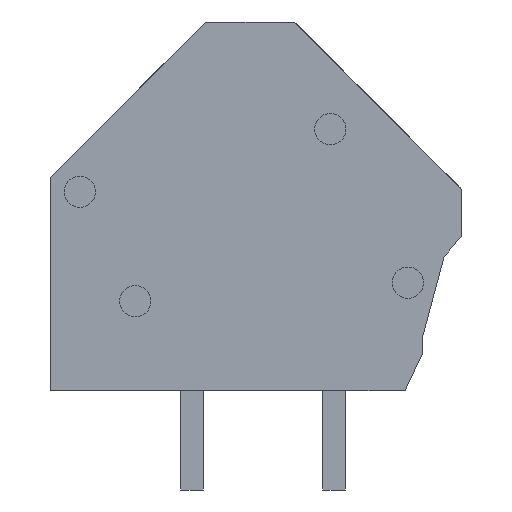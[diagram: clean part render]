
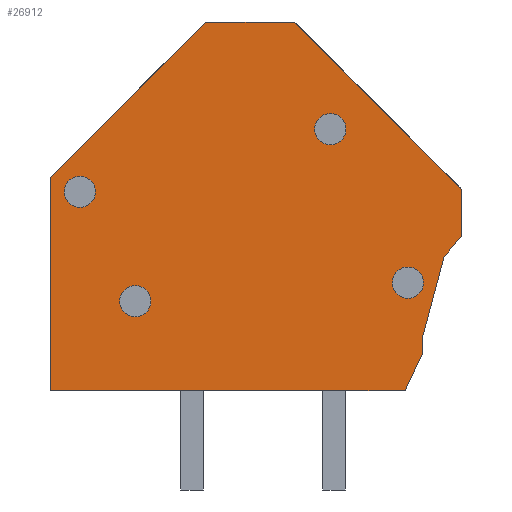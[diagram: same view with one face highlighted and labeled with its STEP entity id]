
A CAD part, left-side view. The second image highlights one B-rep face of the part: STEP entity #26912.
In plain terms, the highlighted planar face has unit normal (-1, 0, 0).
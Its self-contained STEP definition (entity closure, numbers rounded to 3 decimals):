
#26825=AXIS2_PLACEMENT_3D('Plane Axis2P3D',#26822,#26823,#26824) ;
#26842=AXIS2_PLACEMENT_3D('Circle Axis2P3D',#26840,#26841,$) ;
#26851=AXIS2_PLACEMENT_3D('Circle Axis2P3D',#26849,#26850,$) ;
#26860=AXIS2_PLACEMENT_3D('Circle Axis2P3D',#26858,#26859,$) ;
#26869=AXIS2_PLACEMENT_3D('Circle Axis2P3D',#26867,#26868,$) ;
#26878=AXIS2_PLACEMENT_3D('Circle Axis2P3D',#26876,#26877,$) ;
#26887=AXIS2_PLACEMENT_3D('Circle Axis2P3D',#26885,#26886,$) ;
#26896=AXIS2_PLACEMENT_3D('Circle Axis2P3D',#26894,#26895,$) ;
#26905=AXIS2_PLACEMENT_3D('Circle Axis2P3D',#26903,#26904,$) ;
#26497=CARTESIAN_POINT('Vertex',(0.7,2.,3.5)) ;
#26511=CARTESIAN_POINT('Vertex',(0.7,1.37,4.85)) ;
#26514=CARTESIAN_POINT('Line Origine',(0.7,1.685,4.175)) ;
#26542=CARTESIAN_POINT('Vertex',(0.7,1.37,5.45)) ;
#26545=CARTESIAN_POINT('Line Origine',(0.7,1.37,5.15)) ;
#26573=CARTESIAN_POINT('Vertex',(0.7,0.634,8.2)) ;
#26576=CARTESIAN_POINT('Line Origine',(0.7,1.002,6.825)) ;
#26604=CARTESIAN_POINT('Vertex',(0.7,0.,8.953)) ;
#26607=CARTESIAN_POINT('Line Origine',(0.7,0.317,8.577)) ;
#26635=CARTESIAN_POINT('Vertex',(0.7,0.,10.58)) ;
#26638=CARTESIAN_POINT('Line Origine',(0.7,0.,9.766)) ;
#26666=CARTESIAN_POINT('Vertex',(0.7,5.898,16.478)) ;
#26669=CARTESIAN_POINT('Line Origine',(0.7,2.949,13.529)) ;
#26697=CARTESIAN_POINT('Vertex',(0.7,9.022,16.478)) ;
#26700=CARTESIAN_POINT('Line Origine',(0.7,7.46,16.478)) ;
#26728=CARTESIAN_POINT('Vertex',(0.7,14.5,11.)) ;
#26731=CARTESIAN_POINT('Line Origine',(0.7,11.761,13.739)) ;
#26759=CARTESIAN_POINT('Vertex',(0.7,14.5,3.5)) ;
#26762=CARTESIAN_POINT('Line Origine',(0.7,14.5,7.25)) ;
#26790=CARTESIAN_POINT('Vertex',(0.7,12.7,3.5)) ;
#26793=CARTESIAN_POINT('Line Origine',(0.7,13.6,3.5)) ;
#26810=CARTESIAN_POINT('Line Origine',(0.7,7.35,3.5)) ;
#26822=CARTESIAN_POINT('Axis2P3D Location',(0.7,0.,0.)) ;
#26840=CARTESIAN_POINT('Axis2P3D Location',(0.7,13.45,10.5)) ;
#26844=CARTESIAN_POINT('Vertex',(0.7,12.9,10.5)) ;
#26846=CARTESIAN_POINT('Vertex',(0.7,14.,10.5)) ;
#26849=CARTESIAN_POINT('Axis2P3D Location',(0.7,13.45,10.5)) ;
#26858=CARTESIAN_POINT('Axis2P3D Location',(0.7,4.632,12.707)) ;
#26862=CARTESIAN_POINT('Vertex',(0.7,4.082,12.707)) ;
#26864=CARTESIAN_POINT('Vertex',(0.7,5.182,12.707)) ;
#26867=CARTESIAN_POINT('Axis2P3D Location',(0.7,4.632,12.707)) ;
#26876=CARTESIAN_POINT('Axis2P3D Location',(0.7,11.5,6.65)) ;
#26880=CARTESIAN_POINT('Vertex',(0.7,10.95,6.65)) ;
#26882=CARTESIAN_POINT('Vertex',(0.7,12.05,6.65)) ;
#26885=CARTESIAN_POINT('Axis2P3D Location',(0.7,11.5,6.65)) ;
#26894=CARTESIAN_POINT('Axis2P3D Location',(0.7,1.9,7.3)) ;
#26898=CARTESIAN_POINT('Vertex',(0.7,1.35,7.3)) ;
#26900=CARTESIAN_POINT('Vertex',(0.7,2.45,7.3)) ;
#26903=CARTESIAN_POINT('Axis2P3D Location',(0.7,1.9,7.3)) ;
#26515=DIRECTION('Vector Direction',(0.,-0.423,0.906)) ;
#26546=DIRECTION('Vector Direction',(0.,0.,1.)) ;
#26577=DIRECTION('Vector Direction',(0.,-0.259,0.966)) ;
#26608=DIRECTION('Vector Direction',(0.,-0.644,0.765)) ;
#26639=DIRECTION('Vector Direction',(0.,0.,-1.)) ;
#26670=DIRECTION('Vector Direction',(0.,0.707,0.707)) ;
#26701=DIRECTION('Vector Direction',(0.,-1.,0.)) ;
#26732=DIRECTION('Vector Direction',(0.,-0.707,0.707)) ;
#26763=DIRECTION('Vector Direction',(0.,0.,-1.)) ;
#26794=DIRECTION('Vector Direction',(0.,-1.,0.)) ;
#26811=DIRECTION('Vector Direction',(0.,-1.,0.)) ;
#26823=DIRECTION('Axis2P3D Direction',(-1.,0.,0.)) ;
#26824=DIRECTION('Axis2P3D XDirection',(0.,-1.,0.)) ;
#26841=DIRECTION('Axis2P3D Direction',(-1.,0.,0.)) ;
#26850=DIRECTION('Axis2P3D Direction',(-1.,0.,0.)) ;
#26859=DIRECTION('Axis2P3D Direction',(-1.,0.,0.)) ;
#26868=DIRECTION('Axis2P3D Direction',(-1.,0.,0.)) ;
#26877=DIRECTION('Axis2P3D Direction',(-1.,0.,0.)) ;
#26886=DIRECTION('Axis2P3D Direction',(-1.,0.,0.)) ;
#26895=DIRECTION('Axis2P3D Direction',(-1.,0.,0.)) ;
#26904=DIRECTION('Axis2P3D Direction',(-1.,0.,0.)) ;
#26516=VECTOR('Line Direction',#26515,1.) ;
#26547=VECTOR('Line Direction',#26546,1.) ;
#26578=VECTOR('Line Direction',#26577,1.) ;
#26609=VECTOR('Line Direction',#26608,1.) ;
#26640=VECTOR('Line Direction',#26639,1.) ;
#26671=VECTOR('Line Direction',#26670,1.) ;
#26702=VECTOR('Line Direction',#26701,1.) ;
#26733=VECTOR('Line Direction',#26732,1.) ;
#26764=VECTOR('Line Direction',#26763,1.) ;
#26795=VECTOR('Line Direction',#26794,1.) ;
#26812=VECTOR('Line Direction',#26811,1.) ;
#26828=ORIENTED_EDGE('',*,*,#26518,.T.) ;
#26829=ORIENTED_EDGE('',*,*,#26549,.T.) ;
#26830=ORIENTED_EDGE('',*,*,#26580,.T.) ;
#26831=ORIENTED_EDGE('',*,*,#26611,.T.) ;
#26832=ORIENTED_EDGE('',*,*,#26642,.T.) ;
#26833=ORIENTED_EDGE('',*,*,#26673,.T.) ;
#26834=ORIENTED_EDGE('',*,*,#26704,.T.) ;
#26835=ORIENTED_EDGE('',*,*,#26735,.T.) ;
#26836=ORIENTED_EDGE('',*,*,#26766,.T.) ;
#26837=ORIENTED_EDGE('',*,*,#26797,.T.) ;
#26838=ORIENTED_EDGE('',*,*,#26814,.T.) ;
#26855=ORIENTED_EDGE('',*,*,#26848,.F.) ;
#26856=ORIENTED_EDGE('',*,*,#26853,.F.) ;
#26873=ORIENTED_EDGE('',*,*,#26866,.F.) ;
#26874=ORIENTED_EDGE('',*,*,#26871,.F.) ;
#26891=ORIENTED_EDGE('',*,*,#26884,.F.) ;
#26892=ORIENTED_EDGE('',*,*,#26889,.F.) ;
#26909=ORIENTED_EDGE('',*,*,#26902,.F.) ;
#26910=ORIENTED_EDGE('',*,*,#26907,.F.) ;
#26857=FACE_BOUND('',#26854,.T.) ;
#26875=FACE_BOUND('',#26872,.T.) ;
#26893=FACE_BOUND('',#26890,.T.) ;
#26911=FACE_BOUND('',#26908,.T.) ;
#26912=ADVANCED_FACE('End plate_LMZF.1\\Hauptkoerper',(#26839,#26857,#26875,#26893,#26911),#26826,.T.) ;
#26843=CIRCLE('generated circle',#26842,0.55) ;
#26852=CIRCLE('generated circle',#26851,0.55) ;
#26861=CIRCLE('generated circle',#26860,0.55) ;
#26870=CIRCLE('generated circle',#26869,0.55) ;
#26879=CIRCLE('generated circle',#26878,0.55) ;
#26888=CIRCLE('generated circle',#26887,0.55) ;
#26897=CIRCLE('generated circle',#26896,0.55) ;
#26906=CIRCLE('generated circle',#26905,0.55) ;
#26518=EDGE_CURVE('',#26498,#26512,#26517,.T.) ;
#26549=EDGE_CURVE('',#26512,#26543,#26548,.T.) ;
#26580=EDGE_CURVE('',#26543,#26574,#26579,.T.) ;
#26611=EDGE_CURVE('',#26574,#26605,#26610,.T.) ;
#26642=EDGE_CURVE('',#26605,#26636,#26641,.F.) ;
#26673=EDGE_CURVE('',#26636,#26667,#26672,.T.) ;
#26704=EDGE_CURVE('',#26667,#26698,#26703,.F.) ;
#26735=EDGE_CURVE('',#26698,#26729,#26734,.F.) ;
#26766=EDGE_CURVE('',#26729,#26760,#26765,.T.) ;
#26797=EDGE_CURVE('',#26760,#26791,#26796,.T.) ;
#26814=EDGE_CURVE('',#26791,#26498,#26813,.T.) ;
#26848=EDGE_CURVE('',#26845,#26847,#26843,.T.) ;
#26853=EDGE_CURVE('',#26847,#26845,#26852,.T.) ;
#26866=EDGE_CURVE('',#26863,#26865,#26861,.T.) ;
#26871=EDGE_CURVE('',#26865,#26863,#26870,.T.) ;
#26884=EDGE_CURVE('',#26881,#26883,#26879,.T.) ;
#26889=EDGE_CURVE('',#26883,#26881,#26888,.T.) ;
#26902=EDGE_CURVE('',#26899,#26901,#26897,.T.) ;
#26907=EDGE_CURVE('',#26901,#26899,#26906,.T.) ;
#26827=EDGE_LOOP('',(#26828,#26829,#26830,#26831,#26832,#26833,#26834,#26835,#26836,#26837,#26838)) ;
#26854=EDGE_LOOP('',(#26855,#26856)) ;
#26872=EDGE_LOOP('',(#26873,#26874)) ;
#26890=EDGE_LOOP('',(#26891,#26892)) ;
#26908=EDGE_LOOP('',(#26909,#26910)) ;
#26839=FACE_OUTER_BOUND('',#26827,.T.) ;
#26517=LINE('Line',#26514,#26516) ;
#26548=LINE('Line',#26545,#26547) ;
#26579=LINE('Line',#26576,#26578) ;
#26610=LINE('Line',#26607,#26609) ;
#26641=LINE('Line',#26638,#26640) ;
#26672=LINE('Line',#26669,#26671) ;
#26703=LINE('Line',#26700,#26702) ;
#26734=LINE('Line',#26731,#26733) ;
#26765=LINE('Line',#26762,#26764) ;
#26796=LINE('Line',#26793,#26795) ;
#26813=LINE('Line',#26810,#26812) ;
#26826=PLANE('',#26825) ;
#26498=VERTEX_POINT('',#26497) ;
#26512=VERTEX_POINT('',#26511) ;
#26543=VERTEX_POINT('',#26542) ;
#26574=VERTEX_POINT('',#26573) ;
#26605=VERTEX_POINT('',#26604) ;
#26636=VERTEX_POINT('',#26635) ;
#26667=VERTEX_POINT('',#26666) ;
#26698=VERTEX_POINT('',#26697) ;
#26729=VERTEX_POINT('',#26728) ;
#26760=VERTEX_POINT('',#26759) ;
#26791=VERTEX_POINT('',#26790) ;
#26845=VERTEX_POINT('',#26844) ;
#26847=VERTEX_POINT('',#26846) ;
#26863=VERTEX_POINT('',#26862) ;
#26865=VERTEX_POINT('',#26864) ;
#26881=VERTEX_POINT('',#26880) ;
#26883=VERTEX_POINT('',#26882) ;
#26899=VERTEX_POINT('',#26898) ;
#26901=VERTEX_POINT('',#26900) ;
